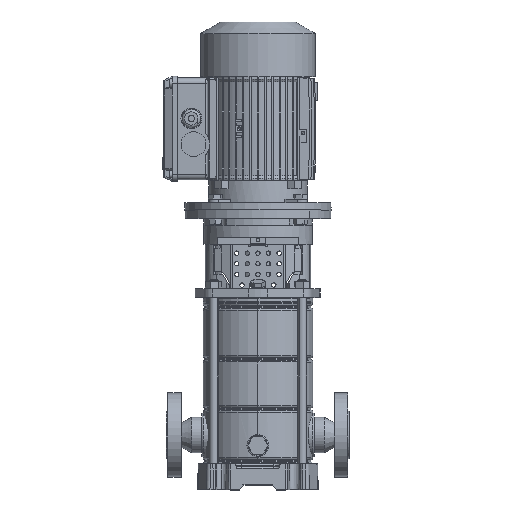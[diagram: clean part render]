
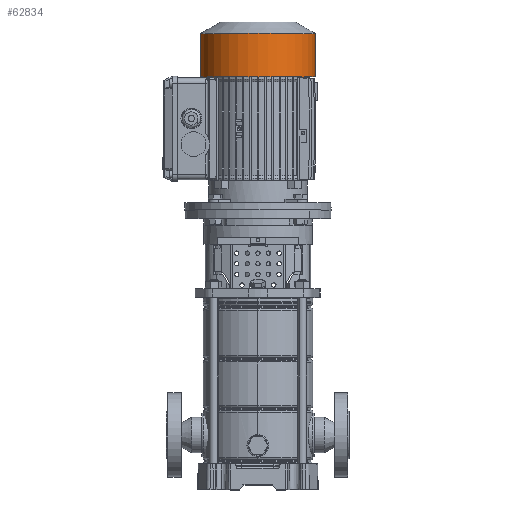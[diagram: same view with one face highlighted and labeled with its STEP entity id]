
A CAD part, top view. The second image highlights one B-rep face of the part: STEP entity #62834.
In plain terms, the highlighted cylindrical face has radius 78.3 mm (diameter 156.6 mm), a partial arc.
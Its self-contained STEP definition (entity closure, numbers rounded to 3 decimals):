
#512 = CARTESIAN_POINT ( 'NONE',  ( 0., 0., -144.8 ) ) ;
#4864 = DIRECTION ( 'NONE',  ( 0., 0., 1. ) ) ;
#7310 = CARTESIAN_POINT ( 'NONE',  ( 0., 78.3, -71. ) ) ;
#8408 = ORIENTED_EDGE ( 'NONE', *, *, #56436, .F. ) ;
#8500 = LINE ( 'NONE', #43436, #18004 ) ;
#9751 = ORIENTED_EDGE ( 'NONE', *, *, #33789, .T. ) ;
#9839 = DIRECTION ( 'NONE',  ( 0., -1., 0. ) ) ;
#12333 = EDGE_CURVE ( 'NONE', #38850, #38848, #34995, .T. ) ;
#14028 = VERTEX_POINT ( 'NONE', #25418 ) ;
#15890 = CIRCLE ( 'NONE', #34843, 78.3 ) ;
#16626 = CARTESIAN_POINT ( 'NONE',  ( 0., -78.3, -130.238 ) ) ;
#18004 = VECTOR ( 'NONE', #54650, 1000. ) ;
#19840 = CARTESIAN_POINT ( 'NONE',  ( 0., 78.3, -144.8 ) ) ;
#20667 = DIRECTION ( 'NONE',  ( 0., 0., 1. ) ) ;
#20855 = CIRCLE ( 'NONE', #35572, 78.3 ) ;
#21393 = ORIENTED_EDGE ( 'NONE', *, *, #27318, .F. ) ;
#23039 = DIRECTION ( 'NONE',  ( 0., -1., 0. ) ) ;
#23277 = VECTOR ( 'NONE', #44564, 1000. ) ;
#25418 = CARTESIAN_POINT ( 'NONE',  ( 0., -78.3, -71. ) ) ;
#27318 = EDGE_CURVE ( 'NONE', #31873, #14028, #8500, .T. ) ;
#30283 = EDGE_LOOP ( 'NONE', ( #9751, #37983, #8408, #21393 ) ) ;
#31873 = VERTEX_POINT ( 'NONE', #16626 ) ;
#33789 = EDGE_CURVE ( 'NONE', #31873, #38850, #20855, .T. ) ;
#34843 = AXIS2_PLACEMENT_3D ( 'NONE', #55636, #4864, #9839 ) ;
#34995 = LINE ( 'NONE', #19840, #23277 ) ;
#35488 = FACE_OUTER_BOUND ( 'NONE', #30283, .T. ) ;
#35572 = AXIS2_PLACEMENT_3D ( 'NONE', #53053, #61951, #23039 ) ;
#37983 = ORIENTED_EDGE ( 'NONE', *, *, #12333, .T. ) ;
#38848 = VERTEX_POINT ( 'NONE', #7310 ) ;
#38850 = VERTEX_POINT ( 'NONE', #42241 ) ;
#42241 = CARTESIAN_POINT ( 'NONE',  ( 0., 78.3, -130.238 ) ) ;
#43436 = CARTESIAN_POINT ( 'NONE',  ( 0., -78.3, -144.8 ) ) ;
#44564 = DIRECTION ( 'NONE',  ( 0., 0., 1. ) ) ;
#53053 = CARTESIAN_POINT ( 'NONE',  ( 0., 0., -130.238 ) ) ;
#54650 = DIRECTION ( 'NONE',  ( 0., 0., 1. ) ) ;
#55610 = CYLINDRICAL_SURFACE ( 'NONE', #63644, 78.3 ) ;
#55636 = CARTESIAN_POINT ( 'NONE',  ( 0., 0., -71. ) ) ;
#56436 = EDGE_CURVE ( 'NONE', #14028, #38848, #15890, .T. ) ;
#60867 = DIRECTION ( 'NONE',  ( 0., -1., 0. ) ) ;
#61951 = DIRECTION ( 'NONE',  ( 0., 0., 1. ) ) ;
#62834 = ADVANCED_FACE ( 'NONE', ( #35488 ), #55610, .T. ) ;
#63644 = AXIS2_PLACEMENT_3D ( 'NONE', #512, #20667, #60867 ) ;
